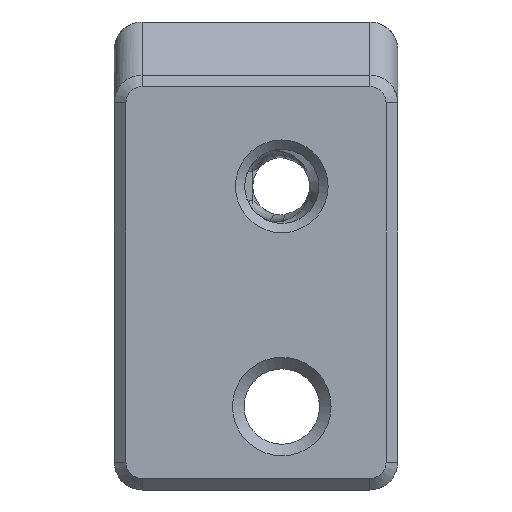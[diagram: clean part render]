
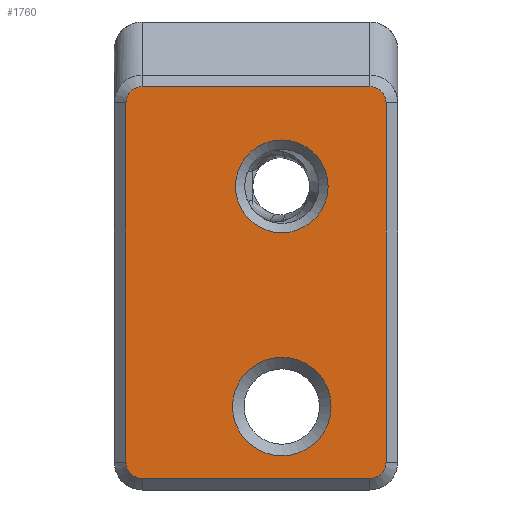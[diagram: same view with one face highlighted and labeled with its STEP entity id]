
A CAD part, front view. The second image highlights one B-rep face of the part: STEP entity #1760.
In plain terms, the highlighted planar face has unit normal (0, -1, 0).
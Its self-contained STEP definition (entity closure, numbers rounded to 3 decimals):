
#99=FACE_BOUND('',#634,.T.);
#100=FACE_BOUND('',#635,.T.);
#118=PLANE('',#1918);
#244=LINE('',#2752,#395);
#245=LINE('',#2756,#396);
#246=LINE('',#2760,#397);
#247=LINE('',#2764,#398);
#395=VECTOR('',#2237,10.);
#396=VECTOR('',#2240,10.);
#397=VECTOR('',#2243,10.);
#398=VECTOR('',#2246,10.);
#528=FACE_OUTER_BOUND('',#633,.T.);
#633=EDGE_LOOP('',(#1370,#1371,#1372,#1373,#1374,#1375,#1376,#1377));
#634=EDGE_LOOP('',(#1378));
#635=EDGE_LOOP('',(#1379));
#735=CIRCLE('',#1917,2.);
#736=CIRCLE('',#1919,0.7);
#737=CIRCLE('',#1920,0.7);
#738=CIRCLE('',#1921,0.7);
#739=CIRCLE('',#1922,0.7);
#740=CIRCLE('',#1923,2.125);
#827=VERTEX_POINT('',#2746);
#828=VERTEX_POINT('',#2750);
#829=VERTEX_POINT('',#2751);
#830=VERTEX_POINT('',#2753);
#831=VERTEX_POINT('',#2755);
#832=VERTEX_POINT('',#2757);
#833=VERTEX_POINT('',#2759);
#834=VERTEX_POINT('',#2761);
#835=VERTEX_POINT('',#2763);
#836=VERTEX_POINT('',#2766);
#1028=EDGE_CURVE('',#827,#827,#735,.T.);
#1029=EDGE_CURVE('',#828,#829,#244,.T.);
#1030=EDGE_CURVE('',#830,#828,#736,.T.);
#1031=EDGE_CURVE('',#831,#830,#245,.T.);
#1032=EDGE_CURVE('',#832,#831,#737,.T.);
#1033=EDGE_CURVE('',#833,#832,#246,.T.);
#1034=EDGE_CURVE('',#834,#833,#738,.T.);
#1035=EDGE_CURVE('',#835,#834,#247,.T.);
#1036=EDGE_CURVE('',#829,#835,#739,.T.);
#1037=EDGE_CURVE('',#836,#836,#740,.T.);
#1370=ORIENTED_EDGE('',*,*,#1029,.F.);
#1371=ORIENTED_EDGE('',*,*,#1030,.F.);
#1372=ORIENTED_EDGE('',*,*,#1031,.F.);
#1373=ORIENTED_EDGE('',*,*,#1032,.F.);
#1374=ORIENTED_EDGE('',*,*,#1033,.F.);
#1375=ORIENTED_EDGE('',*,*,#1034,.F.);
#1376=ORIENTED_EDGE('',*,*,#1035,.F.);
#1377=ORIENTED_EDGE('',*,*,#1036,.F.);
#1378=ORIENTED_EDGE('',*,*,#1037,.F.);
#1379=ORIENTED_EDGE('',*,*,#1028,.F.);
#1760=ADVANCED_FACE('',(#528,#99,#100),#118,.T.);
#1917=AXIS2_PLACEMENT_3D('',#2748,#2233,#2234);
#1918=AXIS2_PLACEMENT_3D('',#2749,#2235,#2236);
#1919=AXIS2_PLACEMENT_3D('',#2754,#2238,#2239);
#1920=AXIS2_PLACEMENT_3D('',#2758,#2241,#2242);
#1921=AXIS2_PLACEMENT_3D('',#2762,#2244,#2245);
#1922=AXIS2_PLACEMENT_3D('',#2765,#2247,#2248);
#1923=AXIS2_PLACEMENT_3D('',#2767,#2249,#2250);
#2233=DIRECTION('center_axis',(0.,-1.,0.));
#2234=DIRECTION('ref_axis',(-1.,0.,0.));
#2235=DIRECTION('center_axis',(0.,-1.,0.));
#2236=DIRECTION('ref_axis',(-1.,0.,0.));
#2237=DIRECTION('',(-1.,0.,0.));
#2238=DIRECTION('center_axis',(0.,1.,0.));
#2239=DIRECTION('ref_axis',(0.707,0.,-0.707));
#2240=DIRECTION('',(0.,0.,-1.));
#2241=DIRECTION('center_axis',(0.,1.,0.));
#2242=DIRECTION('ref_axis',(0.707,0.,0.707));
#2243=DIRECTION('',(1.,0.,0.));
#2244=DIRECTION('center_axis',(0.,1.,0.));
#2245=DIRECTION('ref_axis',(-0.707,0.,0.707));
#2246=DIRECTION('',(0.,0.,1.));
#2247=DIRECTION('center_axis',(0.,1.,0.));
#2248=DIRECTION('ref_axis',(-0.707,0.,-0.707));
#2249=DIRECTION('center_axis',(0.,-1.,0.));
#2250=DIRECTION('ref_axis',(-1.,0.,0.));
#2746=CARTESIAN_POINT('',(6.25,22.,17.));
#2748=CARTESIAN_POINT('Origin',(4.25,22.,17.));
#2749=CARTESIAN_POINT('Origin',(9.35,22.,24.09));
#2750=CARTESIAN_POINT('',(8.05,22.,4.4));
#2751=CARTESIAN_POINT('',(-1.775,22.,4.4));
#2752=CARTESIAN_POINT('',(6.244,22.,4.4));
#2753=CARTESIAN_POINT('',(8.75,22.,5.1));
#2754=CARTESIAN_POINT('Origin',(8.05,22.,5.1));
#2755=CARTESIAN_POINT('',(8.75,22.,20.6));
#2756=CARTESIAN_POINT('',(8.75,22.,24.09));
#2757=CARTESIAN_POINT('',(8.05,22.,21.3));
#2758=CARTESIAN_POINT('Origin',(8.05,22.,20.6));
#2759=CARTESIAN_POINT('',(-1.775,22.,21.3));
#2760=CARTESIAN_POINT('',(4.675,22.,21.3));
#2761=CARTESIAN_POINT('',(-2.475,22.,20.6));
#2762=CARTESIAN_POINT('Origin',(-1.775,22.,20.6));
#2763=CARTESIAN_POINT('',(-2.475,22.,5.1));
#2764=CARTESIAN_POINT('',(-2.475,22.,24.09));
#2765=CARTESIAN_POINT('Origin',(-1.775,22.,5.1));
#2766=CARTESIAN_POINT('',(6.375,22.,7.5));
#2767=CARTESIAN_POINT('Origin',(4.25,22.,7.5));
